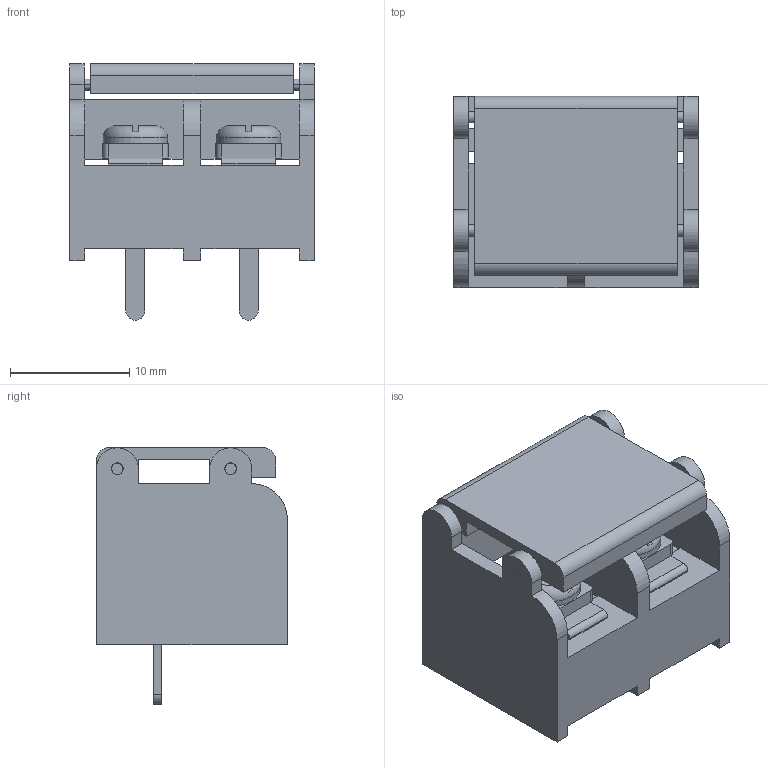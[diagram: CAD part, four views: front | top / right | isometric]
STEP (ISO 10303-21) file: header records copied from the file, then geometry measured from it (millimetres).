
FILE_DESCRIPTION (( 'STEP AP214' ), '1' );
FILE_NAME ('CONN-TH_2P-P9.50_DBT50G-9.5-2P.step', '2022-07-29T16:19:23', ( '' ), ( '' ), 'SwSTEP 2.0', 'SolidWorks 2020', '' );
FILE_SCHEMA (( 'AUTOMOTIVE_DESIGN' ));
Length unit declared in the file: millimetre
Products named in the file (1): CONN-TH_2P-P9.50_DBT50G-9.5-2P
Bounding box: 20.5 x 16 x 21.5 mm (x, y, z)
Volume: 3073.9 mm3; surface area: 3905.8 mm2
Topology: 15 solids, 17 shells, 466 faces, 1330 edges, 920 vertices
Faces by surface type: plane 303, bspline 98, cylinder 61, torus 4
Entity records: 21784 total; most frequent: CARTESIAN_POINT 4991, ORIENTED_EDGE 2660, DIRECTION 1928, EDGE_CURVE 1330, VERTEX_POINT 920, VECTOR 898, LINE 898, EDGE_LOOP 520
